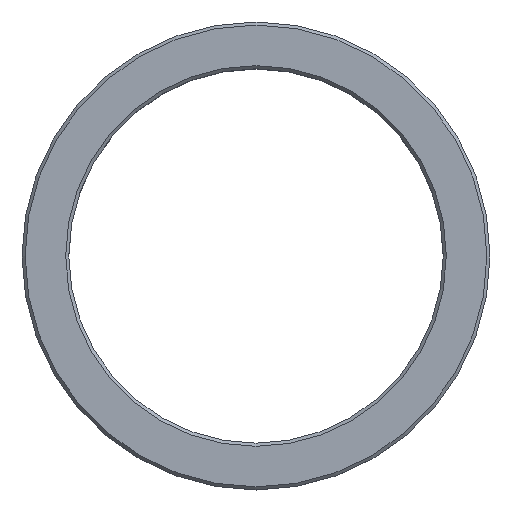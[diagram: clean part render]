
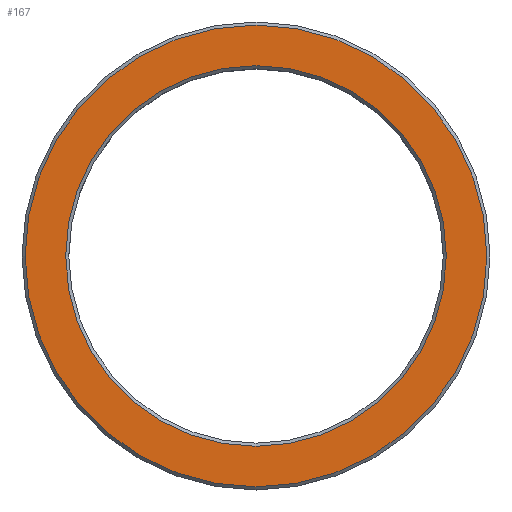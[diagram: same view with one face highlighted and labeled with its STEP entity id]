
A CAD part, top view. The second image highlights one B-rep face of the part: STEP entity #167.
In plain terms, the highlighted planar face has unit normal (0, 0, 1).
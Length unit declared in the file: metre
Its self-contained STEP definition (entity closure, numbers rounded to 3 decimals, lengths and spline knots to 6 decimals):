
#167=ADVANCED_FACE('',(#211,#212),#213,.T.);
#211=FACE_BOUND('',#3307,.T.);
#212=FACE_OUTER_BOUND('',#3308,.T.);
#213=PLANE('',#3309);
#3307=EDGE_LOOP('',(#6442));
#3308=EDGE_LOOP('',(#6443));
#3309=AXIS2_PLACEMENT_3D('',#6444,#6445,#6446);
#6442=ORIENTED_EDGE('',*,*,#6479,.T.);
#6443=ORIENTED_EDGE('',*,*,#6470,.F.);
#6444=CARTESIAN_POINT('',(0.074,0.0,0.05));
#6445=DIRECTION('',(0.0,0.,1.0));
#6446=DIRECTION('',(0.0,-1.0,0.));
#6470=EDGE_CURVE('',#6504,#6504,#6505,.T.);
#6479=EDGE_CURVE('',#6522,#6522,#6523,.T.);
#6504=VERTEX_POINT('',#6776);
#6505=CIRCLE('',#6777,0.074);
#6522=VERTEX_POINT('',#6794);
#6523=CIRCLE('',#6795,0.061);
#6776=CARTESIAN_POINT('',(0.0,0.074,0.05));
#6777=AXIS2_PLACEMENT_3D('',#6818,#6819,#6820);
#6794=CARTESIAN_POINT('',(0.0,0.061,0.05));
#6795=AXIS2_PLACEMENT_3D('',#6845,#6846,#6847);
#6818=CARTESIAN_POINT('',(0.0,0.0,0.05));
#6819=DIRECTION('',(0.0,0.,-1.0));
#6820=DIRECTION('',(0.0,1.0,0.));
#6845=CARTESIAN_POINT('',(0.0,0.0,0.05));
#6846=DIRECTION('',(0.0,0.,-1.0));
#6847=DIRECTION('',(0.0,1.0,0.));
